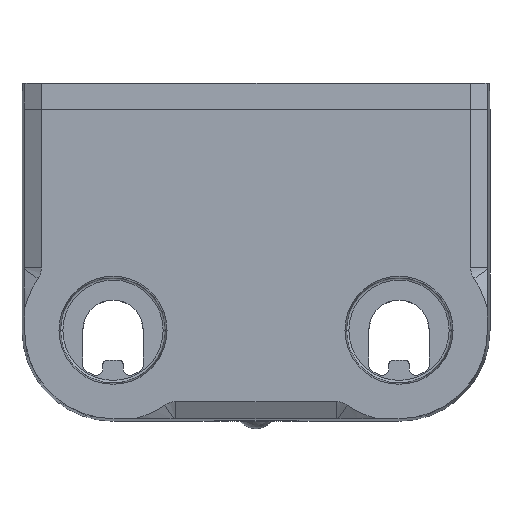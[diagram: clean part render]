
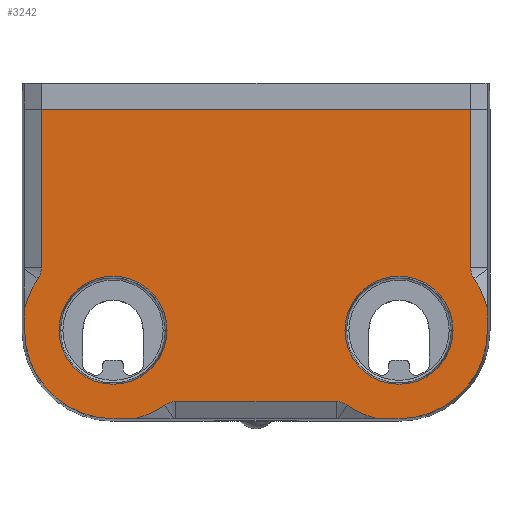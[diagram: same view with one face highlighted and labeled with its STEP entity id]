
A CAD part, front view. The second image highlights one B-rep face of the part: STEP entity #3242.
In plain terms, the highlighted planar face has unit normal (0, -1, 0).
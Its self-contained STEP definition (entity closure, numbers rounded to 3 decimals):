
#150=DIRECTION('',(0.,0.,1.));
#151=VECTOR('',#150,12.178);
#152=CARTESIAN_POINT('',(-16.5,-7.5,-12.178));
#153=LINE('',#152,#151);
#158=CARTESIAN_POINT('',(18.,-7.5,-12.178));
#159=DIRECTION('',(0.,-1.,0.));
#160=DIRECTION('',(-1.,0.,0.));
#161=AXIS2_PLACEMENT_3D('',#158,#159,#160);
#166=CARTESIAN_POINT('',(11.,-7.5,-17.));
#167=DIRECTION('',(0.,1.,0.));
#168=DIRECTION('',(0.824,0.,0.567));
#169=AXIS2_PLACEMENT_3D('',#166,#167,#168);
#174=CARTESIAN_POINT('',(11.,-7.5,-17.));
#175=DIRECTION('',(0.,1.,0.));
#176=DIRECTION('',(1.,0.,0.));
#177=AXIS2_PLACEMENT_3D('',#174,#175,#176);
#182=CARTESIAN_POINT('',(11.,-7.5,-17.));
#183=DIRECTION('',(0.,1.,0.));
#184=DIRECTION('',(-0.235,0.,-0.972));
#185=AXIS2_PLACEMENT_3D('',#182,#183,#184);
#190=CARTESIAN_POINT('',(6.178,-7.5,-24.));
#191=DIRECTION('',(0.,-1.,0.));
#192=DIRECTION('',(0.567,0.,0.824));
#193=AXIS2_PLACEMENT_3D('',#190,#191,#192);
#198=DIRECTION('',(-1.,0.,0.));
#199=VECTOR('',#198,12.356);
#200=CARTESIAN_POINT('',(6.178,-7.5,-22.5));
#201=LINE('',#200,#199);
#205=CARTESIAN_POINT('',(-6.178,-7.5,-24.));
#206=DIRECTION('',(0.,-1.,0.));
#207=DIRECTION('',(0.,0.,1.));
#208=AXIS2_PLACEMENT_3D('',#205,#206,#207);
#213=CARTESIAN_POINT('',(-11.,-7.5,-17.));
#214=DIRECTION('',(0.,1.,0.));
#215=DIRECTION('',(0.567,0.,-0.824));
#216=AXIS2_PLACEMENT_3D('',#213,#214,#215);
#221=CARTESIAN_POINT('',(-11.,-7.5,-17.));
#222=DIRECTION('',(0.,1.,0.));
#223=DIRECTION('',(0.,0.,-1.));
#224=AXIS2_PLACEMENT_3D('',#221,#222,#223);
#229=DIRECTION('',(0.,0.,1.));
#230=VECTOR('',#229,1.646);
#231=CARTESIAN_POINT('',(-17.804,-7.5,-17.));
#232=LINE('',#231,#230);
#236=CARTESIAN_POINT('',(-11.,-7.5,-17.));
#237=DIRECTION('',(0.,1.,0.));
#238=DIRECTION('',(-0.972,0.,0.235));
#239=AXIS2_PLACEMENT_3D('',#236,#237,#238);
#244=CARTESIAN_POINT('',(-18.,-7.5,-12.178));
#245=DIRECTION('',(0.,-1.,0.));
#246=DIRECTION('',(0.824,0.,-0.567));
#247=AXIS2_PLACEMENT_3D('',#244,#245,#246);
#252=CARTESIAN_POINT('',(11.,-7.5,-17.));
#253=DIRECTION('',(0.,-1.,0.));
#254=DIRECTION('',(1.,0.,0.));
#255=AXIS2_PLACEMENT_3D('',#252,#253,#254);
#260=CARTESIAN_POINT('',(11.,-7.5,-17.));
#261=DIRECTION('',(0.,-1.,0.));
#262=DIRECTION('',(-1.,0.,0.));
#263=AXIS2_PLACEMENT_3D('',#260,#261,#262);
#268=CARTESIAN_POINT('',(-11.,-7.5,-17.));
#269=DIRECTION('',(0.,-1.,0.));
#270=DIRECTION('',(1.,0.,0.));
#271=AXIS2_PLACEMENT_3D('',#268,#269,#270);
#276=CARTESIAN_POINT('',(-11.,-7.5,-17.));
#277=DIRECTION('',(0.,-1.,0.));
#278=DIRECTION('',(-1.,0.,0.));
#279=AXIS2_PLACEMENT_3D('',#276,#277,#278);
#420=DIRECTION('',(1.,0.,0.));
#421=VECTOR('',#420,1.646);
#422=CARTESIAN_POINT('',(-11.,-7.5,-23.804));
#423=LINE('',#422,#421);
#427=DIRECTION('',(1.,0.,0.));
#428=VECTOR('',#427,1.646);
#429=CARTESIAN_POINT('',(9.354,-7.5,-23.804));
#430=LINE('',#429,#428);
#484=DIRECTION('',(0.,0.,1.));
#485=VECTOR('',#484,1.646);
#486=CARTESIAN_POINT('',(17.804,-7.5,-17.));
#487=LINE('',#486,#485);
#547=DIRECTION('',(-1.,0.,0.));
#548=VECTOR('',#547,33.);
#549=CARTESIAN_POINT('',(16.5,-7.5,0.));
#550=LINE('',#549,#548);
#2463=DIRECTION('',(0.,0.,1.));
#2464=VECTOR('',#2463,12.178);
#2465=CARTESIAN_POINT('',(16.5,-7.5,-12.178));
#2466=LINE('',#2465,#2464);
#2857=CARTESIAN_POINT('',(-16.5,-7.5,-12.178));
#2858=CARTESIAN_POINT('',(-16.5,-7.5,0.));
#2859=VERTEX_POINT('',#2857);
#2860=VERTEX_POINT('',#2858);
#2861=CARTESIAN_POINT('',(16.5,-7.5,0.));
#2862=VERTEX_POINT('',#2861);
#2863=CARTESIAN_POINT('',(16.5,-7.5,-12.178));
#2864=VERTEX_POINT('',#2863);
#2865=CARTESIAN_POINT('',(16.765,-7.5,-13.029));
#2866=VERTEX_POINT('',#2865);
#2867=CARTESIAN_POINT('',(17.804,-7.5,-15.354));
#2868=VERTEX_POINT('',#2867);
#2869=CARTESIAN_POINT('',(17.804,-7.5,-17.));
#2870=VERTEX_POINT('',#2869);
#2871=CARTESIAN_POINT('',(11.,-7.5,-23.804));
#2872=VERTEX_POINT('',#2871);
#2873=CARTESIAN_POINT('',(9.354,-7.5,-23.804));
#2874=VERTEX_POINT('',#2873);
#2875=CARTESIAN_POINT('',(7.029,-7.5,-22.765));
#2876=VERTEX_POINT('',#2875);
#2877=CARTESIAN_POINT('',(6.178,-7.5,-22.5));
#2878=VERTEX_POINT('',#2877);
#2879=CARTESIAN_POINT('',(-6.178,-7.5,-22.5));
#2880=VERTEX_POINT('',#2879);
#2881=CARTESIAN_POINT('',(-7.029,-7.5,-22.765));
#2882=VERTEX_POINT('',#2881);
#2883=CARTESIAN_POINT('',(-9.354,-7.5,-23.804));
#2884=VERTEX_POINT('',#2883);
#2885=CARTESIAN_POINT('',(-11.,-7.5,-23.804));
#2886=VERTEX_POINT('',#2885);
#2887=CARTESIAN_POINT('',(-17.804,-7.5,-17.));
#2888=VERTEX_POINT('',#2887);
#2889=CARTESIAN_POINT('',(-17.804,-7.5,-15.354));
#2890=VERTEX_POINT('',#2889);
#2891=CARTESIAN_POINT('',(-16.765,-7.5,-13.029));
#2892=VERTEX_POINT('',#2891);
#2893=CARTESIAN_POINT('',(15.155,-7.5,-17.));
#2894=CARTESIAN_POINT('',(6.845,-7.5,-17.));
#2895=VERTEX_POINT('',#2893);
#2896=VERTEX_POINT('',#2894);
#2897=CARTESIAN_POINT('',(-6.845,-7.5,-17.));
#2898=CARTESIAN_POINT('',(-15.155,-7.5,-17.));
#2899=VERTEX_POINT('',#2897);
#2900=VERTEX_POINT('',#2898);
#3187=CARTESIAN_POINT('',(0.,-7.5,0.));
#3188=DIRECTION('',(0.,1.,0.));
#3189=DIRECTION('',(-1.,0.,0.));
#3190=AXIS2_PLACEMENT_3D('',#3187,#3188,#3189);
#3191=PLANE('',#3190);
#3193=ORIENTED_EDGE('',*,*,#3192,.T.);
#3195=ORIENTED_EDGE('',*,*,#3194,.F.);
#3197=ORIENTED_EDGE('',*,*,#3196,.F.);
#3199=ORIENTED_EDGE('',*,*,#3198,.T.);
#3201=ORIENTED_EDGE('',*,*,#3200,.T.);
#3203=ORIENTED_EDGE('',*,*,#3202,.F.);
#3205=ORIENTED_EDGE('',*,*,#3204,.T.);
#3207=ORIENTED_EDGE('',*,*,#3206,.F.);
#3209=ORIENTED_EDGE('',*,*,#3208,.T.);
#3211=ORIENTED_EDGE('',*,*,#3210,.T.);
#3213=ORIENTED_EDGE('',*,*,#3212,.T.);
#3215=ORIENTED_EDGE('',*,*,#3214,.T.);
#3217=ORIENTED_EDGE('',*,*,#3216,.T.);
#3219=ORIENTED_EDGE('',*,*,#3218,.F.);
#3221=ORIENTED_EDGE('',*,*,#3220,.T.);
#3223=ORIENTED_EDGE('',*,*,#3222,.T.);
#3225=ORIENTED_EDGE('',*,*,#3224,.T.);
#3227=ORIENTED_EDGE('',*,*,#3226,.T.);
#3228=EDGE_LOOP('',(#3193,#3195,#3197,#3199,#3201,#3203,#3205,#3207,#3209,#3211,
#3213,#3215,#3217,#3219,#3221,#3223,#3225,#3227));
#3229=FACE_OUTER_BOUND('',#3228,.F.);
#3231=ORIENTED_EDGE('',*,*,#3230,.T.);
#3233=ORIENTED_EDGE('',*,*,#3232,.T.);
#3234=EDGE_LOOP('',(#3231,#3233));
#3235=FACE_BOUND('',#3234,.F.);
#3237=ORIENTED_EDGE('',*,*,#3236,.T.);
#3239=ORIENTED_EDGE('',*,*,#3238,.T.);
#3240=EDGE_LOOP('',(#3237,#3239));
#3241=FACE_BOUND('',#3240,.F.);
#162=CIRCLE('',#161,1.5);
#170=CIRCLE('',#169,7.);
#178=CIRCLE('',#177,6.804);
#186=CIRCLE('',#185,7.);
#194=CIRCLE('',#193,1.5);
#209=CIRCLE('',#208,1.5);
#217=CIRCLE('',#216,7.);
#225=CIRCLE('',#224,6.804);
#240=CIRCLE('',#239,7.);
#248=CIRCLE('',#247,1.5);
#256=CIRCLE('',#255,4.155);
#264=CIRCLE('',#263,4.155);
#272=CIRCLE('',#271,4.155);
#280=CIRCLE('',#279,4.155);
#3192=EDGE_CURVE('',#2859,#2860,#153,.T.);
#3194=EDGE_CURVE('',#2862,#2860,#550,.T.);
#3196=EDGE_CURVE('',#2864,#2862,#2466,.T.);
#3198=EDGE_CURVE('',#2864,#2866,#162,.T.);
#3200=EDGE_CURVE('',#2866,#2868,#170,.T.);
#3202=EDGE_CURVE('',#2870,#2868,#487,.T.);
#3204=EDGE_CURVE('',#2870,#2872,#178,.T.);
#3206=EDGE_CURVE('',#2874,#2872,#430,.T.);
#3208=EDGE_CURVE('',#2874,#2876,#186,.T.);
#3210=EDGE_CURVE('',#2876,#2878,#194,.T.);
#3212=EDGE_CURVE('',#2878,#2880,#201,.T.);
#3214=EDGE_CURVE('',#2880,#2882,#209,.T.);
#3216=EDGE_CURVE('',#2882,#2884,#217,.T.);
#3218=EDGE_CURVE('',#2886,#2884,#423,.T.);
#3220=EDGE_CURVE('',#2886,#2888,#225,.T.);
#3222=EDGE_CURVE('',#2888,#2890,#232,.T.);
#3224=EDGE_CURVE('',#2890,#2892,#240,.T.);
#3226=EDGE_CURVE('',#2892,#2859,#248,.T.);
#3230=EDGE_CURVE('',#2895,#2896,#256,.T.);
#3232=EDGE_CURVE('',#2896,#2895,#264,.T.);
#3236=EDGE_CURVE('',#2899,#2900,#272,.T.);
#3238=EDGE_CURVE('',#2900,#2899,#280,.T.);
#3242=ADVANCED_FACE('',(#3229,#3235,#3241),#3191,.F.);
